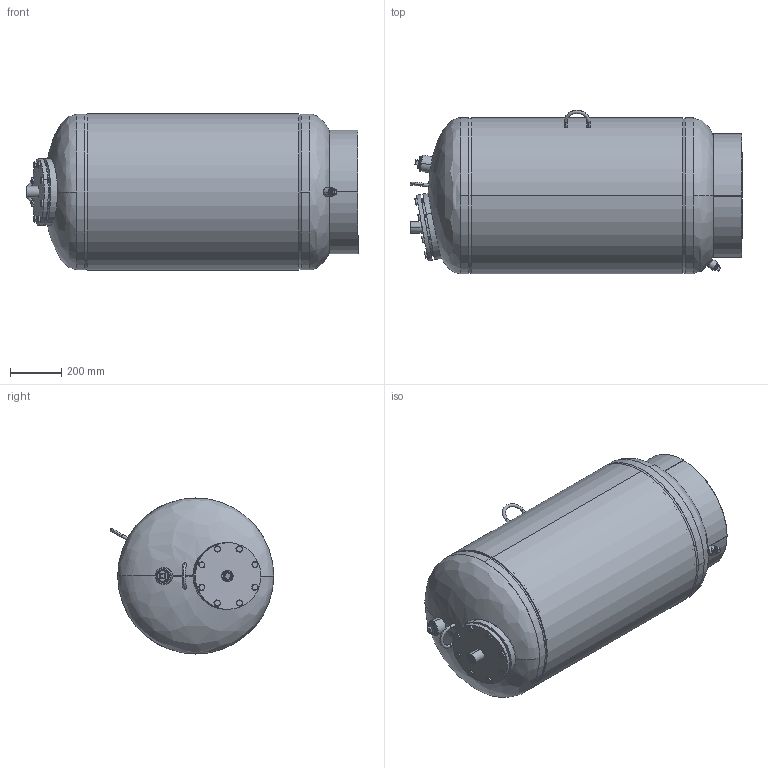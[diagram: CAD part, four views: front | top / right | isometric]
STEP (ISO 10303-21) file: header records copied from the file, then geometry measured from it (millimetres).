
FILE_DESCRIPTION (( 'STEP AP203' ), '1' );
FILE_NAME ('300L (191A020).STEP', '2023-11-16T21:22:14', ( '' ), ( '' ), 'SwSTEP 2.0', 'SolidWorks 2022', '' );
FILE_SCHEMA (( 'CONFIG_CONTROL_DESIGN' ));
Length unit declared in the file: inch
Products named in the file (21): 191-068; 174-082; 9403-217; 9747-2250_94705A206; 117X31; 191-024; 174-008; 192-023; 179-013; 192-032; 192-006_SHALLOW ANGLE; 192-059_show weld<As Machined>; 300L (191A020); 9403-047; 9403-048; 117-1064_WITH COUPLING; 192-004_WELD SHOWN; 192-059; 191-029; 9317-001_4627K334
Assembly tree (28 placements, depth 4):
  300L (191A020)
    191-068
      117X31
      174-082
      179-013
      117-1064_WITH COUPLING
        9403-047
        9403-217
    174-008
    191-029
      192-004_WELD SHOWN
      117X31
      9403-048
    192-059
      192-059_show weld<As Machined>
      179-013
    9747-2250_94705A206  x8
    192-032
      191-024
        192-023
        192-006_SHALLOW ANGLE
    9317-001_4627K334
Bounding box: 1296.61 x 638.53 x 609.6 mm (x, y, z)
Volume: 14175786 mm3; surface area: 5824931.8 mm2
Topology: 24 solids, 24 shells, 1148 faces, 3113 edges, 2007 vertices
Faces by surface type: cylinder 761, cone 187, plane 138, bspline 44, torus 18
Entity records: 28592 total; most frequent: CARTESIAN_POINT 16338, ORIENTED_EDGE 2186, DIRECTION 1897, EDGE_CURVE 1093, AXIS2_PLACEMENT_3D 749, VERTEX_POINT 693, EDGE_LOOP 496, ADVANCED_FACE 447
